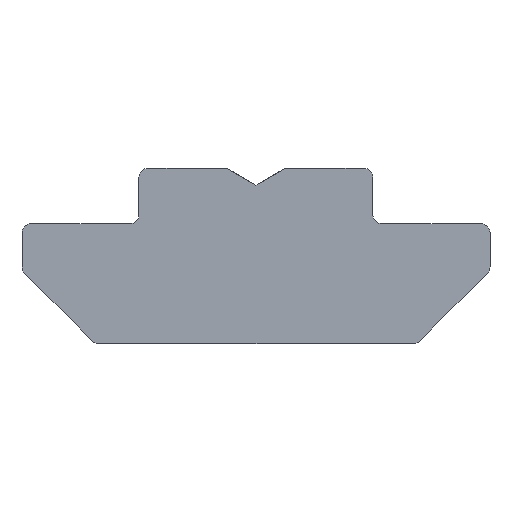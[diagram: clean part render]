
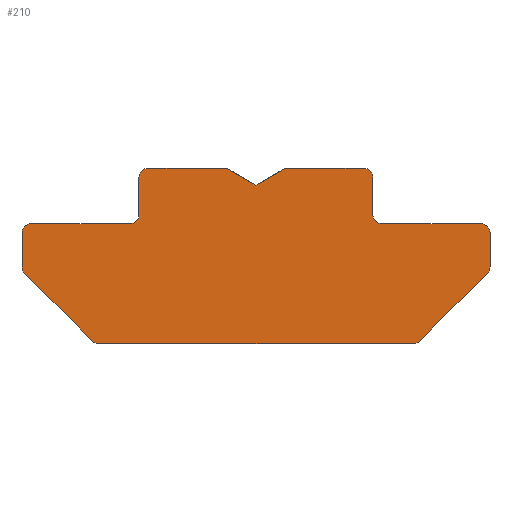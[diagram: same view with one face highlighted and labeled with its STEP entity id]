
A CAD part, left-side view. The second image highlights one B-rep face of the part: STEP entity #210.
In plain terms, the highlighted planar face has unit normal (-1, 0, 0).
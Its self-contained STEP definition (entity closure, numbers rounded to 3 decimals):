
#210=ADVANCED_FACE('',(#254),#255,.T.);
#254=FACE_OUTER_BOUND('',#312,.T.);
#255=PLANE('',#313);
#312=EDGE_LOOP('',(#468,#469,#470,#471,#472,#473,#474,#475,#476,#477,#478,#479,#480,#481,#482,#483,#484,#485,#486,#487,#488,#489,#490));
#313=AXIS2_PLACEMENT_3D('',#491,#492,#493);
#468=ORIENTED_EDGE('',*,*,#643,.T.);
#469=ORIENTED_EDGE('',*,*,#644,.F.);
#470=ORIENTED_EDGE('',*,*,#609,.T.);
#471=ORIENTED_EDGE('',*,*,#645,.T.);
#472=ORIENTED_EDGE('',*,*,#646,.T.);
#473=ORIENTED_EDGE('',*,*,#588,.F.);
#474=ORIENTED_EDGE('',*,*,#624,.T.);
#475=ORIENTED_EDGE('',*,*,#596,.T.);
#476=ORIENTED_EDGE('',*,*,#647,.T.);
#477=ORIENTED_EDGE('',*,*,#628,.T.);
#478=ORIENTED_EDGE('',*,*,#604,.F.);
#479=ORIENTED_EDGE('',*,*,#648,.T.);
#480=ORIENTED_EDGE('',*,*,#649,.T.);
#481=ORIENTED_EDGE('',*,*,#613,.T.);
#482=ORIENTED_EDGE('',*,*,#650,.F.);
#483=ORIENTED_EDGE('',*,*,#651,.T.);
#484=ORIENTED_EDGE('',*,*,#592,.F.);
#485=ORIENTED_EDGE('',*,*,#617,.T.);
#486=ORIENTED_EDGE('',*,*,#642,.T.);
#487=ORIENTED_EDGE('',*,*,#652,.T.);
#488=ORIENTED_EDGE('',*,*,#653,.F.);
#489=ORIENTED_EDGE('',*,*,#620,.T.);
#490=ORIENTED_EDGE('',*,*,#584,.F.);
#491=CARTESIAN_POINT('',(-8.0,-8.0,0.0));
#492=DIRECTION('',(-1.0,0.0,0.));
#493=DIRECTION('',(0.,-1.0,0.));
#584=EDGE_CURVE('',#664,#666,#667,.F.);
#588=EDGE_CURVE('',#672,#674,#675,.F.);
#592=EDGE_CURVE('',#680,#682,#683,.F.);
#596=EDGE_CURVE('',#690,#688,#691,.T.);
#604=EDGE_CURVE('',#704,#706,#707,.F.);
#609=EDGE_CURVE('',#714,#715,#716,.F.);
#613=EDGE_CURVE('',#722,#723,#724,.F.);
#617=EDGE_CURVE('',#680,#730,#731,.T.);
#620=EDGE_CURVE('',#735,#666,#736,.T.);
#624=EDGE_CURVE('',#672,#690,#741,.F.);
#628=EDGE_CURVE('',#746,#706,#747,.F.);
#642=EDGE_CURVE('',#730,#766,#768,.T.);
#643=EDGE_CURVE('',#664,#769,#770,.T.);
#644=EDGE_CURVE('',#714,#769,#771,.F.);
#645=EDGE_CURVE('',#715,#772,#773,.T.);
#646=EDGE_CURVE('',#772,#674,#774,.T.);
#647=EDGE_CURVE('',#688,#746,#775,.T.);
#648=EDGE_CURVE('',#704,#776,#777,.T.);
#649=EDGE_CURVE('',#776,#722,#778,.T.);
#650=EDGE_CURVE('',#779,#723,#780,.F.);
#651=EDGE_CURVE('',#779,#682,#781,.F.);
#652=EDGE_CURVE('',#766,#782,#783,.T.);
#653=EDGE_CURVE('',#735,#782,#784,.F.);
#664=VERTEX_POINT('',#796);
#666=VERTEX_POINT('',#799);
#667=CIRCLE('',#800,0.3);
#672=VERTEX_POINT('',#806);
#674=VERTEX_POINT('',#809);
#675=CIRCLE('',#810,0.3);
#680=VERTEX_POINT('',#816);
#682=VERTEX_POINT('',#819);
#683=CIRCLE('',#820,0.3);
#688=VERTEX_POINT('',#826);
#690=VERTEX_POINT('',#829);
#691=LINE('',#830,#831);
#704=VERTEX_POINT('',#848);
#706=VERTEX_POINT('',#851);
#707=CIRCLE('',#852,0.3);
#714=VERTEX_POINT('',#862);
#715=VERTEX_POINT('',#863);
#716=LINE('',#864,#865);
#722=VERTEX_POINT('',#874);
#723=VERTEX_POINT('',#875);
#724=LINE('',#876,#877);
#730=VERTEX_POINT('',#886);
#731=LINE('',#887,#888);
#735=VERTEX_POINT('',#894);
#736=LINE('',#895,#896);
#741=LINE('',#903,#904);
#746=VERTEX_POINT('',#911);
#747=LINE('',#912,#913);
#766=VERTEX_POINT('',#938);
#768=CIRCLE('',#941,0.3);
#769=VERTEX_POINT('',#942);
#770=LINE('',#943,#944);
#771=CIRCLE('',#945,0.3);
#772=VERTEX_POINT('',#946);
#773=CIRCLE('',#947,0.3);
#774=LINE('',#948,#949);
#775=LINE('',#950,#951);
#776=VERTEX_POINT('',#952);
#777=LINE('',#953,#954);
#778=CIRCLE('',#955,0.3);
#779=VERTEX_POINT('',#956);
#780=CIRCLE('',#957,0.3);
#781=LINE('',#958,#959);
#782=VERTEX_POINT('',#960);
#783=LINE('',#961,#962);
#784=CIRCLE('',#963,0.3);
#796=CARTESIAN_POINT('',(-8.0,-8.0,-1.476));
#799=CARTESIAN_POINT('',(-8.0,-7.912,-1.688));
#800=AXIS2_PLACEMENT_3D('',#981,#982,#983);
#806=CARTESIAN_POINT('',(-8.0,-3.7,1.9));
#809=CARTESIAN_POINT('',(-8.0,-4.0,1.6));
#810=AXIS2_PLACEMENT_3D('',#989,#990,#991);
#816=CARTESIAN_POINT('',(-8.0,7.912,-1.688));
#819=CARTESIAN_POINT('',(-8.0,8.0,-1.476));
#820=AXIS2_PLACEMENT_3D('',#997,#998,#999);
#826=CARTESIAN_POINT('',(-8.0,0.,1.323));
#829=CARTESIAN_POINT('',(-8.0,-1.0,1.9));
#830=CARTESIAN_POINT('',(-8.0,-1.0,1.9));
#831=VECTOR('',#1005,1.0);
#848=CARTESIAN_POINT('',(-8.0,4.0,1.6));
#851=CARTESIAN_POINT('',(-8.0,3.7,1.9));
#852=AXIS2_PLACEMENT_3D('',#1017,#1018,#1019);
#862=CARTESIAN_POINT('',(-8.0,-7.7,0.));
#863=CARTESIAN_POINT('',(-8.0,-4.3,0.));
#864=CARTESIAN_POINT('',(-8.0,-8.0,0.0));
#865=VECTOR('',#1026,1.0);
#874=CARTESIAN_POINT('',(-8.0,4.3,0.));
#875=CARTESIAN_POINT('',(-8.0,7.7,0.));
#876=CARTESIAN_POINT('',(-8.0,-8.0,0.));
#877=VECTOR('',#1030,1.0);
#886=CARTESIAN_POINT('',(-8.0,5.588,-4.012));
#887=CARTESIAN_POINT('',(-8.0,7.912,-1.688));
#888=VECTOR('',#1034,1.0);
#894=CARTESIAN_POINT('',(-8.0,-5.588,-4.012));
#895=CARTESIAN_POINT('',(-8.0,-5.588,-4.012));
#896=VECTOR('',#1037,1.0);
#903=CARTESIAN_POINT('',(-8.0,-8.0,1.9));
#904=VECTOR('',#1043,1.0);
#911=CARTESIAN_POINT('',(-8.0,1.0,1.9));
#912=CARTESIAN_POINT('',(-8.0,-8.0,1.9));
#913=VECTOR('',#1049,1.0);
#938=CARTESIAN_POINT('',(-8.0,5.376,-4.1));
#941=AXIS2_PLACEMENT_3D('',#1075,#1076,#1077);
#942=CARTESIAN_POINT('',(-8.0,-8.0,-0.3));
#943=CARTESIAN_POINT('',(-8.0,-8.0,-1.6));
#944=VECTOR('',#1078,1.0);
#945=AXIS2_PLACEMENT_3D('',#1079,#1080,#1081);
#946=CARTESIAN_POINT('',(-8.0,-4.0,0.3));
#947=AXIS2_PLACEMENT_3D('',#1082,#1083,#1084);
#948=CARTESIAN_POINT('',(-8.0,-4.0,0.));
#949=VECTOR('',#1085,1.0);
#950=CARTESIAN_POINT('',(-8.0,1.0,1.9));
#951=VECTOR('',#1086,1.0);
#952=CARTESIAN_POINT('',(-8.0,4.0,0.3));
#953=CARTESIAN_POINT('',(-8.0,4.0,0.));
#954=VECTOR('',#1087,1.0);
#955=AXIS2_PLACEMENT_3D('',#1088,#1089,#1090);
#956=CARTESIAN_POINT('',(-8.0,8.0,-0.3));
#957=AXIS2_PLACEMENT_3D('',#1091,#1092,#1093);
#958=CARTESIAN_POINT('',(-8.0,8.0,-1.6));
#959=VECTOR('',#1094,1.0);
#960=CARTESIAN_POINT('',(-8.0,-5.376,-4.1));
#961=CARTESIAN_POINT('',(-8.0,5.5,-4.1));
#962=VECTOR('',#1095,1.0);
#963=AXIS2_PLACEMENT_3D('',#1096,#1097,#1098);
#981=CARTESIAN_POINT('',(-8.0,-7.7,-1.476));
#982=DIRECTION('',(-1.0,0.0,0.));
#983=DIRECTION('',(0.,-1.0,0.));
#989=CARTESIAN_POINT('',(-8.0,-3.7,1.6));
#990=DIRECTION('',(-1.0,0.0,0.));
#991=DIRECTION('',(0.,-1.0,0.));
#997=CARTESIAN_POINT('',(-8.0,7.7,-1.476));
#998=DIRECTION('',(-1.0,0.0,0.));
#999=DIRECTION('',(0.,-1.0,0.));
#1005=DIRECTION('',(0.,0.866,-0.5));
#1017=CARTESIAN_POINT('',(-8.0,3.7,1.6));
#1018=DIRECTION('',(-1.0,0.0,0.));
#1019=DIRECTION('',(0.,-1.0,0.));
#1026=DIRECTION('',(0.,-1.0,0.));
#1030=DIRECTION('',(0.,-1.0,0.));
#1034=DIRECTION('',(0.,-0.707,-0.707));
#1037=DIRECTION('',(0.,-0.707,0.707));
#1043=DIRECTION('',(0.,-1.0,0.));
#1049=DIRECTION('',(0.,-1.0,0.));
#1075=CARTESIAN_POINT('',(-8.0,5.376,-3.8));
#1076=DIRECTION('',(-1.0,0.0,0.));
#1077=DIRECTION('',(0.,-1.0,0.));
#1078=DIRECTION('',(0.,0.,1.0));
#1079=CARTESIAN_POINT('',(-8.0,-7.7,-0.3));
#1080=DIRECTION('',(-1.0,0.0,0.));
#1081=DIRECTION('',(0.,-1.0,0.));
#1082=CARTESIAN_POINT('',(-8.0,-4.3,0.3));
#1083=DIRECTION('',(1.0,0.0,0.));
#1084=DIRECTION('',(0.,1.0,0.));
#1085=DIRECTION('',(0.,0.,1.0));
#1086=DIRECTION('',(0.,0.866,0.5));
#1087=DIRECTION('',(0.,0.,-1.0));
#1088=CARTESIAN_POINT('',(-8.0,4.3,0.3));
#1089=DIRECTION('',(1.0,0.0,0.));
#1090=DIRECTION('',(0.,1.0,0.));
#1091=CARTESIAN_POINT('',(-8.0,7.7,-0.3));
#1092=DIRECTION('',(-1.0,0.0,0.));
#1093=DIRECTION('',(0.,-1.0,0.));
#1094=DIRECTION('',(0.,0.,1.0));
#1095=DIRECTION('',(0.,-1.0,0.));
#1096=CARTESIAN_POINT('',(-8.0,-5.376,-3.8));
#1097=DIRECTION('',(-1.0,0.0,0.));
#1098=DIRECTION('',(0.,-1.0,0.));
